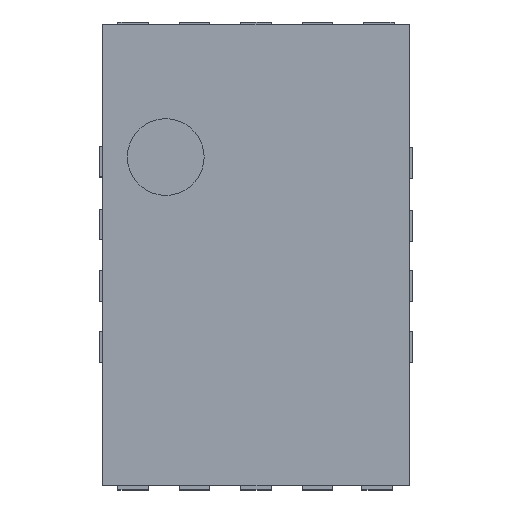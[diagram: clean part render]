
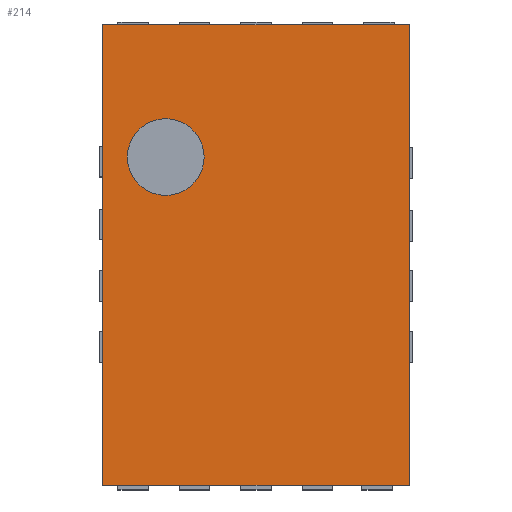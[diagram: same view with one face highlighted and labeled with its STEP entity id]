
A CAD part, top view. The second image highlights one B-rep face of the part: STEP entity #214.
In plain terms, the highlighted planar face has unit normal (0, 0, 1).
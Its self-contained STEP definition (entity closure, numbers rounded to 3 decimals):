
#134 = VERTEX_POINT('',#135);
#135 = CARTESIAN_POINT('',(-1.,1.5,0.95));
#141 = EDGE_CURVE('',#134,#142,#144,.T.);
#142 = VERTEX_POINT('',#143);
#143 = CARTESIAN_POINT('',(-1.,-1.5,0.95));
#144 = LINE('',#145,#146);
#145 = CARTESIAN_POINT('',(-1.,1.5,0.95));
#146 = VECTOR('',#147,1.);
#147 = DIRECTION('',(0.,-1.,0.));
#196 = EDGE_CURVE('',#142,#197,#199,.T.);
#197 = VERTEX_POINT('',#198);
#198 = CARTESIAN_POINT('',(1.,-1.5,0.95));
#199 = LINE('',#200,#201);
#200 = CARTESIAN_POINT('',(-1.,-1.5,0.95));
#201 = VECTOR('',#202,1.);
#202 = DIRECTION('',(1.,0.,0.));
#214 = ADVANCED_FACE('',(#215),#233,.T.);
#215 = FACE_BOUND('',#216,.T.);
#216 = EDGE_LOOP('',(#217,#218,#219,#227));
#217 = ORIENTED_EDGE('',*,*,#141,.T.);
#218 = ORIENTED_EDGE('',*,*,#196,.T.);
#219 = ORIENTED_EDGE('',*,*,#220,.T.);
#220 = EDGE_CURVE('',#197,#221,#223,.T.);
#221 = VERTEX_POINT('',#222);
#222 = CARTESIAN_POINT('',(1.,1.5,0.95));
#223 = LINE('',#224,#225);
#224 = CARTESIAN_POINT('',(1.,-1.5,0.95));
#225 = VECTOR('',#226,1.);
#226 = DIRECTION('',(0.,1.,0.));
#227 = ORIENTED_EDGE('',*,*,#228,.T.);
#228 = EDGE_CURVE('',#221,#134,#229,.T.);
#229 = LINE('',#230,#231);
#230 = CARTESIAN_POINT('',(1.,1.5,0.95));
#231 = VECTOR('',#232,1.);
#232 = DIRECTION('',(-1.,0.,0.));
#233 = PLANE('',#234);
#234 = AXIS2_PLACEMENT_3D('',#235,#236,#237);
#235 = CARTESIAN_POINT('',(0.,0.,0.95));
#236 = DIRECTION('',(0.,0.,1.));
#237 = DIRECTION('',(1.,0.,-0.));
